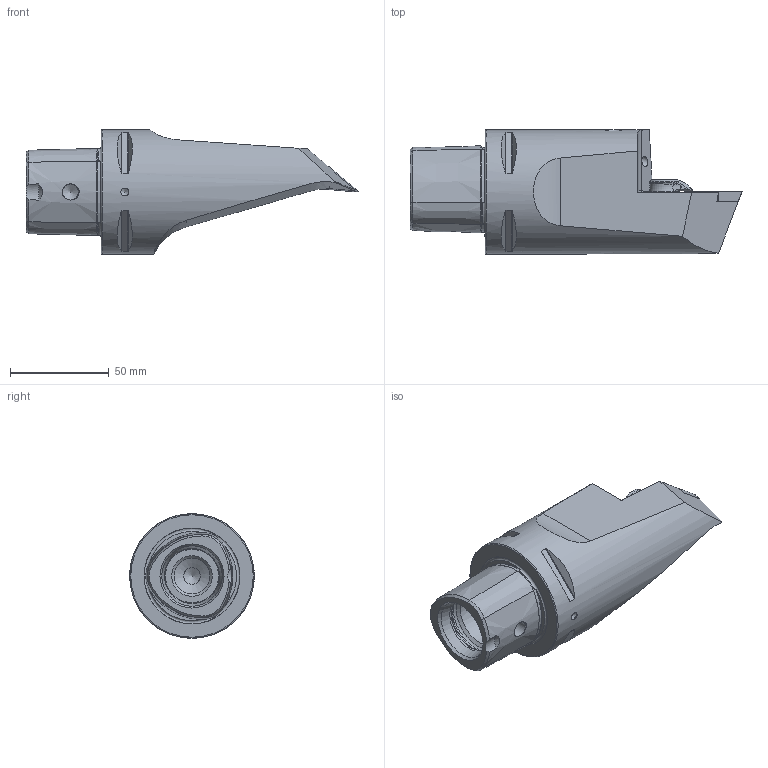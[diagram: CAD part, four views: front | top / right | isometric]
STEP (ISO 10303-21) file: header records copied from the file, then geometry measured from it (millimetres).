
FILE_DESCRIPTION (( 'STEP AP214' ), '1' );
FILE_NAME ('PS6.KVB.NMA.130-HP.STEP', '2020-01-29T09:13:31', ( '' ), ( '' ), 'SwSTEP 2.0', 'SolidWorks 2017', '' );
FILE_SCHEMA (( 'AUTOMOTIVE_DESIGN' ));
Length unit declared in the file: millimetre
Products named in the file (11): PS6.KVB.NMA.130-HP; DIN 3771 - 6.5x1.5; CHP-ER1.008.014_A; ISO 8752 2x8; WCB-ER2.001.009_A; CHP-PCX.000.022_D《e; PS6-KVB.NMA.130-HP_A; DIN 7991 - M5x18; CHP-PCX.000.022_B; DIN 3771 - 13x1; VCMT160404
Assembly tree (10 placements, depth 3):
  PS6.KVB.NMA.130-HP
    PS6-KVB.NMA.130-HP_A
    VCMT160404
    WCB-ER2.001.009_A
    CHP-ER1.008.014_A
    CHP-PCX.000.022_D《e
      DIN 3771 - 13x1
      DIN 3771 - 6.5x1.5
      CHP-PCX.000.022_B
      DIN 7991 - M5x18
    ISO 8752 2x8
Bounding box: 168 x 63 x 63 mm (x, y, z)
Volume: 243870.2 mm3; surface area: 39825.4 mm2
Topology: 9 solids, 9 shells, 373 faces, 933 edges, 577 vertices
Faces by surface type: plane 104, cylinder 94, cone 85, bspline 53, torus 36, sphere 1
Full cylindrical faces by diameter (mm): 2 x1, 3 x1, 3.3 x1, 4 x2, 4.2 x2, 4.4 x1, 5 x4, 5.25 x1, 5.3 x1, 5.5 x1, 6.1 x1, 7 x1, 8 x1, 8.1 x2, 8.5 x1, 10 x1, 13 x1, 13.4 x1, 14.85 x2, 15 x1, 18 x1, 28 x2, 32 x1, 63 x1
Entity records: 15085 total; most frequent: CARTESIAN_POINT 6543, ORIENTED_EDGE 1626, DIRECTION 1425, EDGE_CURVE 813, AXIS2_PLACEMENT_3D 591, VERTEX_POINT 545, EDGE_LOOP 474, FACE_OUTER_BOUND 415
